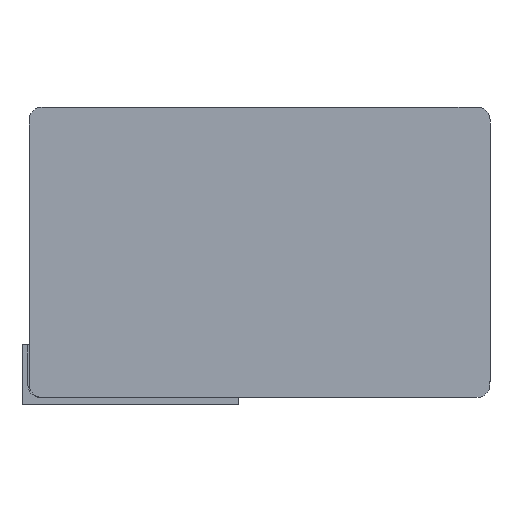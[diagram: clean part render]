
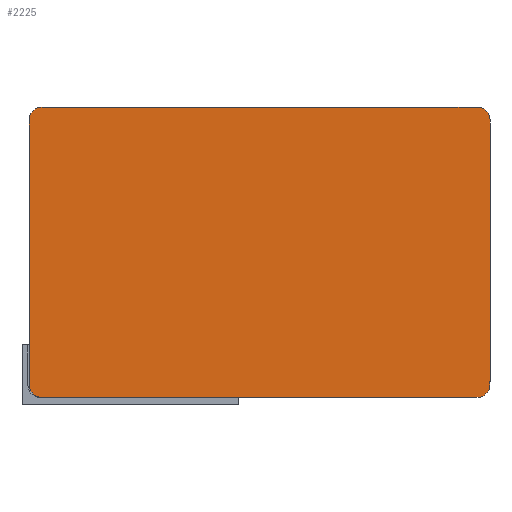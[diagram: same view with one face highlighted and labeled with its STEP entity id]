
A CAD part, front view. The second image highlights one B-rep face of the part: STEP entity #2225.
In plain terms, the highlighted planar face has unit normal (0, -1, 0).
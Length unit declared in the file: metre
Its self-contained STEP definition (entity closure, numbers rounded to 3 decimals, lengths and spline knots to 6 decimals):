
#48=CIRCLE('',#2545,0.002);
#50=CIRCLE('',#2549,0.002);
#52=CIRCLE('',#2554,0.002);
#54=CIRCLE('',#2558,0.002);
#217=ORIENTED_EDGE('',*,*,#753,.F.);
#218=ORIENTED_EDGE('',*,*,#776,.T.);
#219=ORIENTED_EDGE('',*,*,#773,.F.);
#220=ORIENTED_EDGE('',*,*,#727,.T.);
#221=ORIENTED_EDGE('',*,*,#771,.F.);
#222=ORIENTED_EDGE('',*,*,#768,.F.);
#223=ORIENTED_EDGE('',*,*,#765,.T.);
#224=ORIENTED_EDGE('',*,*,#762,.F.);
#225=ORIENTED_EDGE('',*,*,#759,.F.);
#226=ORIENTED_EDGE('',*,*,#756,.F.);
#727=EDGE_CURVE('',#1036,#1035,#1247,.T.);
#753=EDGE_CURVE('',#1055,#1056,#48,.T.);
#756=EDGE_CURVE('',#1056,#1058,#1268,.T.);
#759=EDGE_CURVE('',#1058,#1060,#50,.T.);
#762=EDGE_CURVE('',#1060,#1062,#1272,.T.);
#765=EDGE_CURVE('',#1064,#1062,#1275,.T.);
#768=EDGE_CURVE('',#1064,#1066,#52,.T.);
#771=EDGE_CURVE('',#1066,#1035,#1279,.T.);
#773=EDGE_CURVE('',#1036,#1068,#54,.T.);
#776=EDGE_CURVE('',#1055,#1068,#1282,.T.);
#1035=VERTEX_POINT('',#3343);
#1036=VERTEX_POINT('',#3345);
#1055=VERTEX_POINT('',#3396);
#1056=VERTEX_POINT('',#3398);
#1058=VERTEX_POINT('',#3404);
#1060=VERTEX_POINT('',#3410);
#1062=VERTEX_POINT('',#3416);
#1064=VERTEX_POINT('',#3422);
#1066=VERTEX_POINT('',#3428);
#1068=VERTEX_POINT('',#3437);
#1247=LINE('',#3344,#1515);
#1268=LINE('',#3403,#1536);
#1272=LINE('',#3415,#1540);
#1275=LINE('',#3421,#1543);
#1279=LINE('',#3433,#1547);
#1282=LINE('',#3442,#1550);
#1515=VECTOR('',#2719,1.);
#1536=VECTOR('',#2772,1.);
#1540=VECTOR('',#2784,1.);
#1543=VECTOR('',#2789,1.);
#1547=VECTOR('',#2801,1.);
#1550=VECTOR('',#2812,1.);
#1801=EDGE_LOOP('',(#217,#218,#219,#220,#221,#222,#223,#224,#225,#226));
#1961=FACE_BOUND('',#1801,.T.);
#2106=PLANE('',#2571);
#2225=ADVANCED_FACE('',(#1961),#2106,.T.);
#2545=AXIS2_PLACEMENT_3D('',#3397,#2765,#2766);
#2549=AXIS2_PLACEMENT_3D('',#3409,#2777,#2778);
#2554=AXIS2_PLACEMENT_3D('',#3427,#2794,#2795);
#2558=AXIS2_PLACEMENT_3D('',#3436,#2805,#2806);
#2571=AXIS2_PLACEMENT_3D('',#3464,#2837,#2838);
#2719=DIRECTION('',(1.,0.,0.));
#2765=DIRECTION('',(0.,1.,0.));
#2766=DIRECTION('',(1.,0.,0.));
#2772=DIRECTION('',(1.,0.,0.));
#2777=DIRECTION('',(0.,1.,0.));
#2778=DIRECTION('',(1.,0.,0.));
#2784=DIRECTION('',(0.,0.,-1.));
#2789=DIRECTION('',(1.,0.,0.));
#2794=DIRECTION('',(0.,1.,0.));
#2795=DIRECTION('',(1.,0.,0.));
#2801=DIRECTION('',(0.,0.,-1.));
#2805=DIRECTION('',(0.,1.,0.));
#2806=DIRECTION('',(1.,0.,0.));
#2812=DIRECTION('',(0.,0.,-1.));
#2837=DIRECTION('',(0.,-1.,0.));
#2838=DIRECTION('',(1.,0.,0.));
#3343=CARTESIAN_POINT('',(0.110178,-0.004572,0.014895));
#3344=CARTESIAN_POINT('',(0.076711,-0.004572,0.014895));
#3345=CARTESIAN_POINT('',(0.043245,-0.004572,0.014895));
#3396=CARTESIAN_POINT('',(0.041245,-0.004572,0.057705));
#3397=CARTESIAN_POINT('',(0.043245,-0.004572,0.057705));
#3398=CARTESIAN_POINT('',(0.043245,-0.004572,0.059705));
#3403=CARTESIAN_POINT('',(0.077903,-0.004572,0.059705));
#3404=CARTESIAN_POINT('',(0.110355,-0.004572,0.059705));
#3409=CARTESIAN_POINT('',(0.110355,-0.004572,0.057705));
#3410=CARTESIAN_POINT('',(0.112355,-0.004572,0.057705));
#3415=CARTESIAN_POINT('',(0.112355,-0.004572,0.03751));
#3416=CARTESIAN_POINT('',(0.112355,-0.004572,0.017315));
#3421=CARTESIAN_POINT('',(0.112333,-0.004572,0.017315));
#3422=CARTESIAN_POINT('',(0.11231,-0.004572,0.017315));
#3427=CARTESIAN_POINT('',(0.110355,-0.004572,0.016895));
#3428=CARTESIAN_POINT('',(0.110178,-0.004572,0.014903));
#3433=CARTESIAN_POINT('',(0.110178,-0.004572,0.014899));
#3436=CARTESIAN_POINT('',(0.043245,-0.004572,0.016895));
#3437=CARTESIAN_POINT('',(0.041245,-0.004572,0.016895));
#3442=CARTESIAN_POINT('',(0.041245,-0.004572,0.056903));
#3464=CARTESIAN_POINT('',(0.0768,-0.004572,0.0373));
